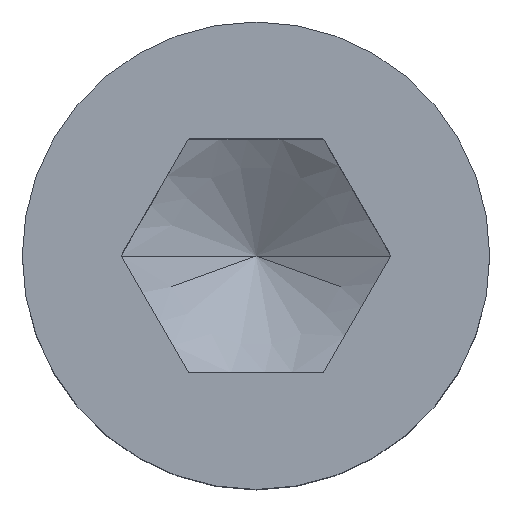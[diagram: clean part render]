
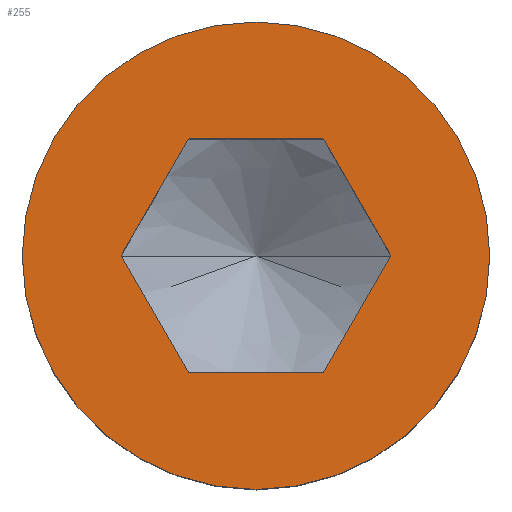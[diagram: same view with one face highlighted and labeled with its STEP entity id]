
A CAD part, top view. The second image highlights one B-rep face of the part: STEP entity #255.
In plain terms, the highlighted planar face has unit normal (0, 0, 1).
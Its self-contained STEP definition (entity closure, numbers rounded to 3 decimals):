
#221=VERTEX_POINT('',#533);
#231=EDGE_CURVE('',#221,#237,#544,.T.);
#237=VERTEX_POINT('',#550);
#241=EDGE_CURVE('',#319,#437,#554,.T.);
#247=EDGE_CURVE('',#423,#305,#561,.T.);
#253=EDGE_CURVE('',#417,#361,#568,.T.);
#255=ADVANCED_FACE('',(#570,#571),#572,.T.);
#257=EDGE_CURVE('',#305,#439,#574,.T.);
#265=EDGE_CURVE('',#337,#457,#582,.T.);
#273=EDGE_CURVE('',#395,#237,#591,.T.);
#283=EDGE_CURVE('',#221,#333,#605,.T.);
#289=EDGE_CURVE('',#319,#333,#611,.T.);
#291=EDGE_CURVE('',#425,#363,#613,.T.);
#305=VERTEX_POINT('',#628);
#309=VERTEX_POINT('',#632);
#319=VERTEX_POINT('',#644);
#333=VERTEX_POINT('',#659);
#335=EDGE_CURVE('',#337,#361,#661,.T.);
#337=VERTEX_POINT('',#663);
#361=VERTEX_POINT('',#693);
#363=VERTEX_POINT('',#695);
#395=VERTEX_POINT('',#730);
#405=EDGE_CURVE('',#417,#439,#740,.T.);
#417=VERTEX_POINT('',#754);
#421=EDGE_CURVE('',#423,#437,#758,.T.);
#423=VERTEX_POINT('',#760);
#425=VERTEX_POINT('',#762);
#431=EDGE_CURVE('',#363,#425,#768,.T.);
#435=EDGE_CURVE('',#309,#395,#772,.T.);
#437=VERTEX_POINT('',#774);
#439=VERTEX_POINT('',#776);
#445=EDGE_CURVE('',#309,#457,#782,.T.);
#457=VERTEX_POINT('',#795);
#533=CARTESIAN_POINT('',(-1.453,-2.484,6.));
#544=LINE('',#899,#900);
#550=CARTESIAN_POINT('',(-2.877,-0.016,6.));
#554=CIRCLE('',#912,2.878);
#561=CIRCLE('',#920,2.878);
#568=CIRCLE('',#930,2.878);
#570=FACE_OUTER_BOUND('',#932,.T.);
#571=FACE_BOUND('',#933,.T.);
#572=PLANE('',#934);
#574=CIRCLE('',#937,2.878);
#582=CIRCLE('',#948,2.878);
#591=CIRCLE('',#960,2.878);
#605=CIRCLE('',#975,2.878);
#611=LINE('',#984,#985);
#613=CIRCLE('',#988,5.);
#628=CARTESIAN_POINT('',(2.878,0.,6.));
#632=CARTESIAN_POINT('',(-2.877,0.016,6.));
#644=CARTESIAN_POINT('',(1.425,-2.5,6.));
#659=CARTESIAN_POINT('',(-1.425,-2.5,6.));
#661=LINE('',#1053,#1054);
#663=CARTESIAN_POINT('',(-1.425,2.5,6.));
#693=CARTESIAN_POINT('',(1.425,2.5,6.));
#695=CARTESIAN_POINT('',(-5.0,0.,6.));
#730=CARTESIAN_POINT('',(-2.878,0.,6.));
#740=LINE('',#1175,#1176);
#754=CARTESIAN_POINT('',(1.453,2.484,6.));
#758=LINE('',#1198,#1199);
#760=CARTESIAN_POINT('',(2.877,-0.016,6.));
#762=CARTESIAN_POINT('',(5.,0.,6.));
#768=CIRCLE('',#1222,5.);
#772=CIRCLE('',#1229,2.878);
#774=CARTESIAN_POINT('',(1.453,-2.484,6.));
#776=CARTESIAN_POINT('',(2.877,0.016,6.));
#782=LINE('',#1252,#1253);
#795=CARTESIAN_POINT('',(-1.453,2.484,6.));
#899=CARTESIAN_POINT('',(-2.526,-0.625,6.));
#900=VECTOR('',#1368,1.0);
#912=AXIS2_PLACEMENT_3D('',#1372,#1373,#1374);
#920=AXIS2_PLACEMENT_3D('',#1383,#1384,#1385);
#930=AXIS2_PLACEMENT_3D('',#1395,#1396,#1397);
#932=EDGE_LOOP('',(#1399,#1400));
#933=EDGE_LOOP('',(#1401,#1402,#1403,#1404,#1405,#1406,#1407,#1408,#1409,#1410,#1411,#1412,#1413,#1414));
#934=AXIS2_PLACEMENT_3D('',#1415,#1416,#1417);
#937=AXIS2_PLACEMENT_3D('',#1418,#1419,#1420);
#948=AXIS2_PLACEMENT_3D('',#1422,#1423,#1424);
#960=AXIS2_PLACEMENT_3D('',#1434,#1435,#1436);
#975=AXIS2_PLACEMENT_3D('',#1468,#1469,#1470);
#984=CARTESIAN_POINT('',(-0.722,-2.5,6.));
#985=VECTOR('',#1477,1.0);
#988=AXIS2_PLACEMENT_3D('',#1478,#1479,#1480);
#1053=CARTESIAN_POINT('',(0.722,2.5,6.));
#1054=VECTOR('',#1514,1.0);
#1175=CARTESIAN_POINT('',(2.526,0.625,6.));
#1176=VECTOR('',#1606,1.0);
#1198=CARTESIAN_POINT('',(1.804,-1.875,6.));
#1199=VECTOR('',#1632,1.0);
#1222=AXIS2_PLACEMENT_3D('',#1634,#1635,#1636);
#1229=AXIS2_PLACEMENT_3D('',#1638,#1639,#1640);
#1252=CARTESIAN_POINT('',(-1.804,1.875,6.));
#1253=VECTOR('',#1642,1.0);
#1368=DIRECTION('',(-0.5,0.866,0.0));
#1372=CARTESIAN_POINT('',(0.,0.,6.));
#1373=DIRECTION('',(0.0,0.0,1.0));
#1374=DIRECTION('',(-1.0,0.,0.0));
#1383=CARTESIAN_POINT('',(0.,0.,6.));
#1384=DIRECTION('',(0.0,0.0,1.0));
#1385=DIRECTION('',(-1.0,0.,0.0));
#1395=CARTESIAN_POINT('',(0.,0.,6.));
#1396=DIRECTION('',(0.0,0.0,1.0));
#1397=DIRECTION('',(-1.0,0.,0.0));
#1399=ORIENTED_EDGE('',*,*,#431,.T.);
#1400=ORIENTED_EDGE('',*,*,#291,.T.);
#1401=ORIENTED_EDGE('',*,*,#283,.F.);
#1402=ORIENTED_EDGE('',*,*,#231,.T.);
#1403=ORIENTED_EDGE('',*,*,#273,.F.);
#1404=ORIENTED_EDGE('',*,*,#435,.F.);
#1405=ORIENTED_EDGE('',*,*,#445,.T.);
#1406=ORIENTED_EDGE('',*,*,#265,.F.);
#1407=ORIENTED_EDGE('',*,*,#335,.T.);
#1408=ORIENTED_EDGE('',*,*,#253,.F.);
#1409=ORIENTED_EDGE('',*,*,#405,.T.);
#1410=ORIENTED_EDGE('',*,*,#257,.F.);
#1411=ORIENTED_EDGE('',*,*,#247,.F.);
#1412=ORIENTED_EDGE('',*,*,#421,.T.);
#1413=ORIENTED_EDGE('',*,*,#241,.F.);
#1414=ORIENTED_EDGE('',*,*,#289,.T.);
#1415=CARTESIAN_POINT('',(-3.939,0.,6.));
#1416=DIRECTION('',(0.0,0.0,1.0));
#1417=DIRECTION('',(-1.0,0.,0.0));
#1418=CARTESIAN_POINT('',(0.,0.,6.));
#1419=DIRECTION('',(0.0,0.0,1.0));
#1420=DIRECTION('',(-1.0,0.,0.0));
#1422=CARTESIAN_POINT('',(0.,0.,6.));
#1423=DIRECTION('',(0.0,0.0,1.0));
#1424=DIRECTION('',(-1.0,0.,0.0));
#1434=CARTESIAN_POINT('',(0.,0.,6.));
#1435=DIRECTION('',(0.0,0.0,1.0));
#1436=DIRECTION('',(-1.0,0.,0.0));
#1468=CARTESIAN_POINT('',(0.,0.,6.));
#1469=DIRECTION('',(0.0,0.0,1.0));
#1470=DIRECTION('',(-1.0,0.,0.0));
#1477=DIRECTION('',(-1.0,0.0,0.0));
#1478=CARTESIAN_POINT('',(0.,0.,6.));
#1479=DIRECTION('',(0.0,0.0,1.0));
#1480=DIRECTION('',(-1.0,0.,0.0));
#1514=DIRECTION('',(1.0,0.0,0.0));
#1606=DIRECTION('',(0.5,-0.866,0.0));
#1632=DIRECTION('',(-0.5,-0.866,0.0));
#1634=CARTESIAN_POINT('',(0.,0.,6.));
#1635=DIRECTION('',(0.0,0.0,1.0));
#1636=DIRECTION('',(-1.0,0.,0.0));
#1638=CARTESIAN_POINT('',(0.,0.,6.));
#1639=DIRECTION('',(0.0,0.0,1.0));
#1640=DIRECTION('',(-1.0,0.,0.0));
#1642=DIRECTION('',(0.5,0.866,0.0));
